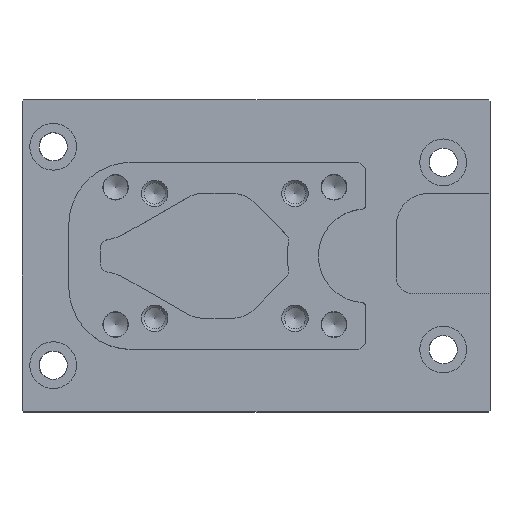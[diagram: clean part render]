
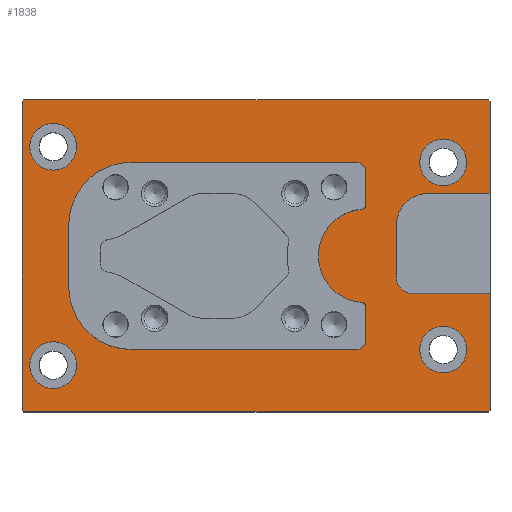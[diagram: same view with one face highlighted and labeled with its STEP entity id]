
A CAD part, top view. The second image highlights one B-rep face of the part: STEP entity #1838.
In plain terms, the highlighted planar face has unit normal (0, 0, 1).
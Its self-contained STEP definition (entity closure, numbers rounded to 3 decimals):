
#15=FACE_BOUND('',#239,.T.);
#16=FACE_BOUND('',#240,.T.);
#17=FACE_BOUND('',#241,.T.);
#18=FACE_BOUND('',#242,.T.);
#19=FACE_BOUND('',#243,.T.);
#41=PLANE('',#2058);
#142=FACE_OUTER_BOUND('',#238,.T.);
#238=EDGE_LOOP('',(#1441,#1442,#1443,#1444,#1445,#1446,#1447,#1448,#1449,
#1450,#1451,#1452,#1453,#1454));
#239=EDGE_LOOP('',(#1455,#1456));
#240=EDGE_LOOP('',(#1457,#1458));
#241=EDGE_LOOP('',(#1459,#1460));
#242=EDGE_LOOP('',(#1461,#1462));
#243=EDGE_LOOP('',(#1463,#1464,#1465,#1466,#1467,#1468,#1469,#1470,#1471,
#1472,#1473,#1474));
#363=LINE('',#3078,#499);
#364=LINE('',#3080,#500);
#365=LINE('',#3082,#501);
#366=LINE('',#3084,#502);
#367=LINE('',#3086,#503);
#368=LINE('',#3088,#504);
#369=LINE('',#3090,#505);
#370=LINE('',#3092,#506);
#371=LINE('',#3094,#507);
#372=LINE('',#3096,#508);
#373=LINE('',#3098,#509);
#374=LINE('',#3102,#510);
#375=LINE('',#3106,#511);
#376=LINE('',#3110,#512);
#377=LINE('',#3114,#513);
#378=LINE('',#3116,#514);
#379=LINE('',#3118,#515);
#380=LINE('',#3123,#516);
#381=LINE('',#3124,#517);
#499=VECTOR('',#2497,1000.);
#500=VECTOR('',#2498,1000.);
#501=VECTOR('',#2499,1000.);
#502=VECTOR('',#2500,1000.);
#503=VECTOR('',#2501,1000.);
#504=VECTOR('',#2502,1000.);
#505=VECTOR('',#2503,1000.);
#506=VECTOR('',#2504,1000.);
#507=VECTOR('',#2505,1000.);
#508=VECTOR('',#2506,1000.);
#509=VECTOR('',#2507,1000.);
#510=VECTOR('',#2510,1000.);
#511=VECTOR('',#2513,1000.);
#512=VECTOR('',#2516,1000.);
#513=VECTOR('',#2519,1000.);
#514=VECTOR('',#2520,1000.);
#515=VECTOR('',#2521,1000.);
#516=VECTOR('',#2526,1000.);
#517=VECTOR('',#2527,1000.);
#635=CIRCLE('',#1970,7.5);
#636=CIRCLE('',#1971,7.5);
#643=CIRCLE('',#1980,7.5);
#644=CIRCLE('',#1981,7.5);
#675=CIRCLE('',#2026,7.5);
#676=CIRCLE('',#2027,7.5);
#683=CIRCLE('',#2036,7.5);
#684=CIRCLE('',#2037,7.5);
#690=CIRCLE('',#2045,15.);
#699=CIRCLE('',#2059,5.);
#700=CIRCLE('',#2060,10.);
#701=CIRCLE('',#2061,20.);
#702=CIRCLE('',#2062,20.);
#703=CIRCLE('',#2063,1.);
#704=CIRCLE('',#2064,1.);
#783=VERTEX_POINT('',#2891);
#784=VERTEX_POINT('',#2893);
#791=VERTEX_POINT('',#2911);
#792=VERTEX_POINT('',#2913);
#827=VERTEX_POINT('',#3007);
#828=VERTEX_POINT('',#3009);
#835=VERTEX_POINT('',#3027);
#836=VERTEX_POINT('',#3029);
#843=VERTEX_POINT('',#3046);
#844=VERTEX_POINT('',#3048);
#853=VERTEX_POINT('',#3076);
#854=VERTEX_POINT('',#3077);
#855=VERTEX_POINT('',#3079);
#856=VERTEX_POINT('',#3081);
#857=VERTEX_POINT('',#3083);
#858=VERTEX_POINT('',#3085);
#859=VERTEX_POINT('',#3087);
#860=VERTEX_POINT('',#3089);
#861=VERTEX_POINT('',#3091);
#862=VERTEX_POINT('',#3093);
#863=VERTEX_POINT('',#3095);
#864=VERTEX_POINT('',#3097);
#865=VERTEX_POINT('',#3099);
#866=VERTEX_POINT('',#3101);
#867=VERTEX_POINT('',#3104);
#868=VERTEX_POINT('',#3105);
#869=VERTEX_POINT('',#3107);
#870=VERTEX_POINT('',#3109);
#871=VERTEX_POINT('',#3111);
#872=VERTEX_POINT('',#3113);
#873=VERTEX_POINT('',#3115);
#874=VERTEX_POINT('',#3117);
#875=VERTEX_POINT('',#3120);
#876=VERTEX_POINT('',#3122);
#996=EDGE_CURVE('',#783,#784,#635,.T.);
#997=EDGE_CURVE('',#784,#783,#636,.T.);
#1006=EDGE_CURVE('',#791,#792,#643,.T.);
#1007=EDGE_CURVE('',#792,#791,#644,.T.);
#1052=EDGE_CURVE('',#827,#828,#675,.T.);
#1053=EDGE_CURVE('',#828,#827,#676,.T.);
#1062=EDGE_CURVE('',#835,#836,#683,.T.);
#1063=EDGE_CURVE('',#836,#835,#684,.T.);
#1071=EDGE_CURVE('',#843,#844,#690,.T.);
#1085=EDGE_CURVE('',#853,#854,#363,.T.);
#1086=EDGE_CURVE('',#853,#855,#364,.T.);
#1087=EDGE_CURVE('',#855,#856,#365,.T.);
#1088=EDGE_CURVE('',#856,#857,#366,.T.);
#1089=EDGE_CURVE('',#857,#858,#367,.T.);
#1090=EDGE_CURVE('',#858,#859,#368,.T.);
#1091=EDGE_CURVE('',#859,#860,#369,.T.);
#1092=EDGE_CURVE('',#860,#861,#370,.T.);
#1093=EDGE_CURVE('',#861,#862,#371,.T.);
#1094=EDGE_CURVE('',#862,#863,#372,.T.);
#1095=EDGE_CURVE('',#864,#863,#373,.T.);
#1096=EDGE_CURVE('',#864,#865,#699,.T.);
#1097=EDGE_CURVE('',#866,#865,#374,.T.);
#1098=EDGE_CURVE('',#866,#854,#700,.T.);
#1099=EDGE_CURVE('',#867,#868,#375,.T.);
#1100=EDGE_CURVE('',#867,#869,#701,.T.);
#1101=EDGE_CURVE('',#870,#869,#376,.T.);
#1102=EDGE_CURVE('',#870,#871,#702,.T.);
#1103=EDGE_CURVE('',#872,#871,#377,.T.);
#1104=EDGE_CURVE('',#872,#873,#378,.T.);
#1105=EDGE_CURVE('',#874,#873,#379,.T.);
#1106=EDGE_CURVE('',#874,#844,#703,.T.);
#1107=EDGE_CURVE('',#843,#875,#704,.T.);
#1108=EDGE_CURVE('',#876,#875,#380,.T.);
#1109=EDGE_CURVE('',#876,#868,#381,.T.);
#1441=ORIENTED_EDGE('',*,*,#1085,.F.);
#1442=ORIENTED_EDGE('',*,*,#1086,.T.);
#1443=ORIENTED_EDGE('',*,*,#1087,.T.);
#1444=ORIENTED_EDGE('',*,*,#1088,.T.);
#1445=ORIENTED_EDGE('',*,*,#1089,.T.);
#1446=ORIENTED_EDGE('',*,*,#1090,.T.);
#1447=ORIENTED_EDGE('',*,*,#1091,.T.);
#1448=ORIENTED_EDGE('',*,*,#1092,.T.);
#1449=ORIENTED_EDGE('',*,*,#1093,.T.);
#1450=ORIENTED_EDGE('',*,*,#1094,.T.);
#1451=ORIENTED_EDGE('',*,*,#1095,.F.);
#1452=ORIENTED_EDGE('',*,*,#1096,.T.);
#1453=ORIENTED_EDGE('',*,*,#1097,.F.);
#1454=ORIENTED_EDGE('',*,*,#1098,.T.);
#1455=ORIENTED_EDGE('',*,*,#997,.F.);
#1456=ORIENTED_EDGE('',*,*,#996,.F.);
#1457=ORIENTED_EDGE('',*,*,#1007,.F.);
#1458=ORIENTED_EDGE('',*,*,#1006,.F.);
#1459=ORIENTED_EDGE('',*,*,#1053,.F.);
#1460=ORIENTED_EDGE('',*,*,#1052,.F.);
#1461=ORIENTED_EDGE('',*,*,#1063,.F.);
#1462=ORIENTED_EDGE('',*,*,#1062,.F.);
#1463=ORIENTED_EDGE('',*,*,#1099,.F.);
#1464=ORIENTED_EDGE('',*,*,#1100,.T.);
#1465=ORIENTED_EDGE('',*,*,#1101,.F.);
#1466=ORIENTED_EDGE('',*,*,#1102,.T.);
#1467=ORIENTED_EDGE('',*,*,#1103,.F.);
#1468=ORIENTED_EDGE('',*,*,#1104,.T.);
#1469=ORIENTED_EDGE('',*,*,#1105,.F.);
#1470=ORIENTED_EDGE('',*,*,#1106,.T.);
#1471=ORIENTED_EDGE('',*,*,#1071,.F.);
#1472=ORIENTED_EDGE('',*,*,#1107,.T.);
#1473=ORIENTED_EDGE('',*,*,#1108,.F.);
#1474=ORIENTED_EDGE('',*,*,#1109,.T.);
#1838=ADVANCED_FACE('',(#142,#15,#16,#17,#18,#19),#41,.T.);
#1970=AXIS2_PLACEMENT_3D('',#2894,#2294,#2295);
#1971=AXIS2_PLACEMENT_3D('',#2895,#2296,#2297);
#1980=AXIS2_PLACEMENT_3D('',#2914,#2316,#2317);
#1981=AXIS2_PLACEMENT_3D('',#2915,#2318,#2319);
#2026=AXIS2_PLACEMENT_3D('',#3010,#2422,#2423);
#2027=AXIS2_PLACEMENT_3D('',#3011,#2424,#2425);
#2036=AXIS2_PLACEMENT_3D('',#3030,#2444,#2445);
#2037=AXIS2_PLACEMENT_3D('',#3031,#2446,#2447);
#2045=AXIS2_PLACEMENT_3D('',#3049,#2464,#2465);
#2058=AXIS2_PLACEMENT_3D('',#3075,#2495,#2496);
#2059=AXIS2_PLACEMENT_3D('',#3100,#2508,#2509);
#2060=AXIS2_PLACEMENT_3D('',#3103,#2511,#2512);
#2061=AXIS2_PLACEMENT_3D('',#3108,#2514,#2515);
#2062=AXIS2_PLACEMENT_3D('',#3112,#2517,#2518);
#2063=AXIS2_PLACEMENT_3D('',#3119,#2522,#2523);
#2064=AXIS2_PLACEMENT_3D('',#3121,#2524,#2525);
#2294=DIRECTION('center_axis',(0.,0.,1.));
#2295=DIRECTION('ref_axis',(1.,0.,0.));
#2296=DIRECTION('center_axis',(0.,0.,1.));
#2297=DIRECTION('ref_axis',(1.,0.,0.));
#2316=DIRECTION('center_axis',(0.,0.,1.));
#2317=DIRECTION('ref_axis',(1.,0.,0.));
#2318=DIRECTION('center_axis',(0.,0.,1.));
#2319=DIRECTION('ref_axis',(1.,0.,0.));
#2422=DIRECTION('center_axis',(0.,0.,1.));
#2423=DIRECTION('ref_axis',(1.,0.,0.));
#2424=DIRECTION('center_axis',(0.,0.,1.));
#2425=DIRECTION('ref_axis',(1.,0.,0.));
#2444=DIRECTION('center_axis',(0.,0.,1.));
#2445=DIRECTION('ref_axis',(1.,0.,0.));
#2446=DIRECTION('center_axis',(0.,0.,1.));
#2447=DIRECTION('ref_axis',(1.,0.,0.));
#2464=DIRECTION('center_axis',(0.,0.,-1.));
#2465=DIRECTION('ref_axis',(1.,0.,0.));
#2495=DIRECTION('center_axis',(0.,0.,1.));
#2496=DIRECTION('ref_axis',(1.,0.,0.));
#2497=DIRECTION('',(-1.,0.,0.));
#2498=DIRECTION('',(0.,1.,0.));
#2499=DIRECTION('',(-0.707,0.707,0.));
#2500=DIRECTION('',(-1.,0.,0.));
#2501=DIRECTION('',(-0.707,-0.707,0.));
#2502=DIRECTION('',(0.,-1.,0.));
#2503=DIRECTION('',(0.707,-0.707,0.));
#2504=DIRECTION('',(1.,0.,0.));
#2505=DIRECTION('',(0.707,0.707,0.));
#2506=DIRECTION('',(0.,1.,0.));
#2507=DIRECTION('',(1.,0.,0.));
#2508=DIRECTION('center_axis',(0.,0.,-1.));
#2509=DIRECTION('ref_axis',(1.,0.,0.));
#2510=DIRECTION('',(0.,-1.,0.));
#2511=DIRECTION('center_axis',(0.,0.,-1.));
#2512=DIRECTION('ref_axis',(1.,0.,0.));
#2513=DIRECTION('',(1.,0.,0.));
#2514=DIRECTION('center_axis',(0.,0.,-1.));
#2515=DIRECTION('ref_axis',(1.,0.,0.));
#2516=DIRECTION('',(0.,-1.,0.));
#2517=DIRECTION('center_axis',(0.,0.,-1.));
#2518=DIRECTION('ref_axis',(1.,0.,0.));
#2519=DIRECTION('',(-1.,0.,0.));
#2520=DIRECTION('',(0.707,-0.707,0.));
#2521=DIRECTION('',(0.,1.,0.));
#2522=DIRECTION('center_axis',(0.,0.,-1.));
#2523=DIRECTION('ref_axis',(1.,0.,0.));
#2524=DIRECTION('center_axis',(0.,0.,-1.));
#2525=DIRECTION('ref_axis',(1.,0.,0.));
#2526=DIRECTION('',(0.,1.,0.));
#2527=DIRECTION('',(-0.707,-0.707,0.));
#2891=CARTESIAN_POINT('',(-47.5,35.,20.));
#2893=CARTESIAN_POINT('',(-32.5,35.,20.));
#2894=CARTESIAN_POINT('Origin',(-40.,35.,20.));
#2895=CARTESIAN_POINT('Origin',(-40.,35.,20.));
#2911=CARTESIAN_POINT('',(77.5,30.,20.));
#2913=CARTESIAN_POINT('',(92.5,30.,20.));
#2914=CARTESIAN_POINT('Origin',(85.,30.,20.));
#2915=CARTESIAN_POINT('Origin',(85.,30.,20.));
#3007=CARTESIAN_POINT('',(-47.5,-35.,20.));
#3009=CARTESIAN_POINT('',(-32.5,-35.,20.));
#3010=CARTESIAN_POINT('Origin',(-40.,-35.,20.));
#3011=CARTESIAN_POINT('Origin',(-40.,-35.,20.));
#3027=CARTESIAN_POINT('',(77.5,-30.,20.));
#3029=CARTESIAN_POINT('',(92.5,-30.,20.));
#3030=CARTESIAN_POINT('Origin',(85.,-30.,20.));
#3031=CARTESIAN_POINT('Origin',(85.,-30.,20.));
#3046=CARTESIAN_POINT('',(59.063,-14.971,20.));
#3048=CARTESIAN_POINT('',(59.063,14.971,20.));
#3049=CARTESIAN_POINT('Origin',(60.,0.,20.));
#3075=CARTESIAN_POINT('Origin',(-50.,-50.,20.));
#3076=CARTESIAN_POINT('',(100.,20.,20.));
#3077=CARTESIAN_POINT('',(80.,20.,20.));
#3078=CARTESIAN_POINT('',(70.,20.,20.));
#3079=CARTESIAN_POINT('',(100.,49.5,20.));
#3080=CARTESIAN_POINT('',(100.,50.,20.));
#3081=CARTESIAN_POINT('',(99.5,50.,20.));
#3082=CARTESIAN_POINT('',(74.75,74.75,20.));
#3083=CARTESIAN_POINT('',(-49.5,50.,20.));
#3084=CARTESIAN_POINT('',(-50.,50.,20.));
#3085=CARTESIAN_POINT('',(-50.,49.5,20.));
#3086=CARTESIAN_POINT('',(-99.75,-0.25,20.));
#3087=CARTESIAN_POINT('',(-50.,-49.5,20.));
#3088=CARTESIAN_POINT('',(-50.,50.,20.));
#3089=CARTESIAN_POINT('',(-49.5,-50.,20.));
#3090=CARTESIAN_POINT('',(-49.75,-49.75,20.));
#3091=CARTESIAN_POINT('',(99.5,-50.,20.));
#3092=CARTESIAN_POINT('',(-50.,-50.,20.));
#3093=CARTESIAN_POINT('',(100.,-49.5,20.));
#3094=CARTESIAN_POINT('',(24.75,-124.75,20.));
#3095=CARTESIAN_POINT('',(100.,-12.,20.));
#3096=CARTESIAN_POINT('',(100.,50.,20.));
#3097=CARTESIAN_POINT('',(75.,-12.,20.));
#3098=CARTESIAN_POINT('',(70.,-12.,20.));
#3099=CARTESIAN_POINT('',(70.,-7.,20.));
#3100=CARTESIAN_POINT('Origin',(75.,-7.,20.));
#3101=CARTESIAN_POINT('',(70.,10.,20.));
#3102=CARTESIAN_POINT('',(70.,20.,20.));
#3103=CARTESIAN_POINT('Origin',(80.,10.,20.));
#3104=CARTESIAN_POINT('',(-15.,-30.,20.));
#3105=CARTESIAN_POINT('',(58.,-30.,20.));
#3106=CARTESIAN_POINT('',(-35.,-30.,20.));
#3107=CARTESIAN_POINT('',(-35.,-10.,20.));
#3108=CARTESIAN_POINT('Origin',(-15.,-10.,20.));
#3109=CARTESIAN_POINT('',(-35.,10.,20.));
#3110=CARTESIAN_POINT('',(-35.,30.,20.));
#3111=CARTESIAN_POINT('',(-15.,30.,20.));
#3112=CARTESIAN_POINT('Origin',(-15.,10.,20.));
#3113=CARTESIAN_POINT('',(58.,30.,20.));
#3114=CARTESIAN_POINT('',(-35.,30.,20.));
#3115=CARTESIAN_POINT('',(60.,28.,20.));
#3116=CARTESIAN_POINT('',(58.,30.,20.));
#3117=CARTESIAN_POINT('',(60.,15.969,20.));
#3118=CARTESIAN_POINT('',(60.,30.,20.));
#3119=CARTESIAN_POINT('Origin',(59.,15.969,20.));
#3120=CARTESIAN_POINT('',(60.,-15.969,20.));
#3121=CARTESIAN_POINT('Origin',(59.,-15.969,20.));
#3122=CARTESIAN_POINT('',(60.,-28.,20.));
#3123=CARTESIAN_POINT('',(60.,-15.,20.));
#3124=CARTESIAN_POINT('',(60.,-28.,20.));
